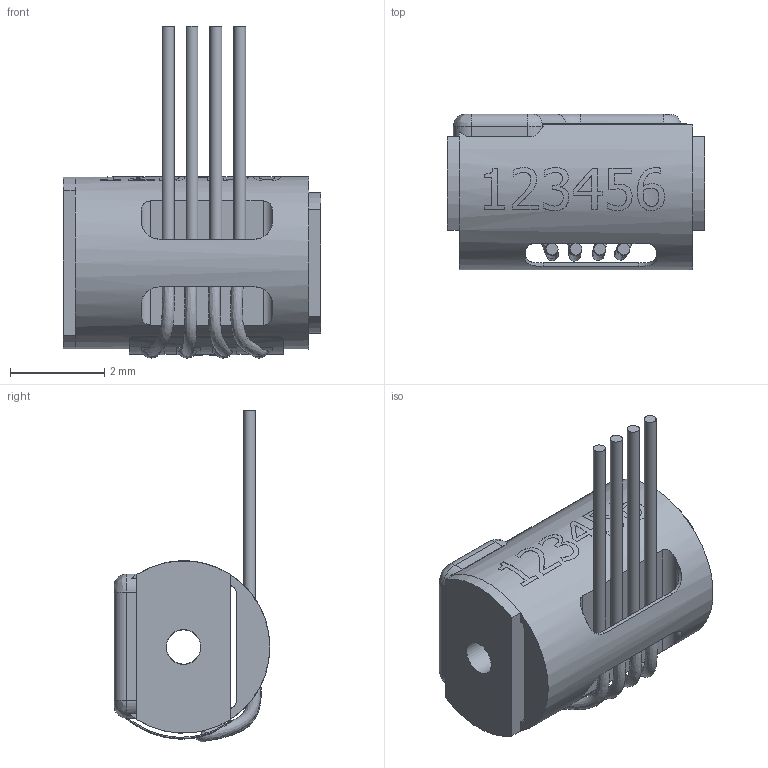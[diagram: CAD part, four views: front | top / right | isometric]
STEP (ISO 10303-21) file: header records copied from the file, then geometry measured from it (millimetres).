
FILE_DESCRIPTION(/* description */ (''),/* implementation_level */ '2;1');
FILE_NAME(/* name */ 'QSH02060.stp',/* time_stamp */ '2019-10-31T13:52:12-07:00',/* author */ ('Maciej'),/* organization */ (''),/* preprocessor_version */ 'ST-DEVELOPER v18',/* originating_system */ 'Autodesk Inventor 2020',/* authorisation */ '');
FILE_SCHEMA (('AUTOMOTIVE_DESIGN { 1 0 10303 214 3 1 1 }'));
Length unit declared in the file: inch
Products named in the file (1): QSH02060
Bounding box: 5.46 x 3.3 x 7.05 mm (x, y, z)
Volume: 44 mm3; surface area: 218.6 mm2
Topology: 5 solids, 9 shells, 346 faces, 983 edges, 654 vertices
Faces by surface type: plane 178, cylinder 81, bspline 79, torus 4, sphere 4
Full cylindrical faces by diameter (mm): 0.254 x4, 0.729 x1, 0.737 x2
Entity records: 14534 total; most frequent: CARTESIAN_POINT 5300, ORIENTED_EDGE 1978, DIRECTION 1588, EDGE_CURVE 993, VERTEX_POINT 672, LINE 540, VECTOR 540, AXIS2_PLACEMENT_3D 524
